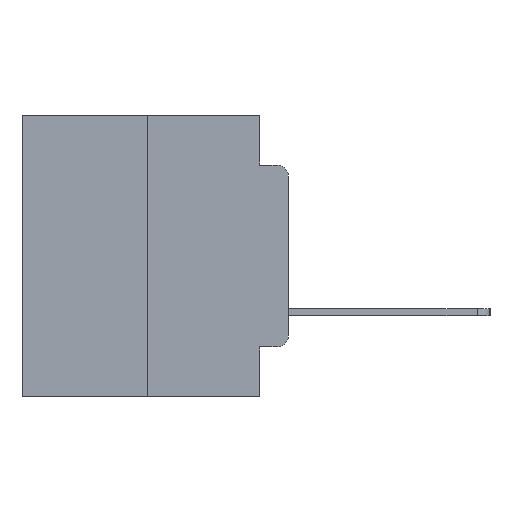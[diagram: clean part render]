
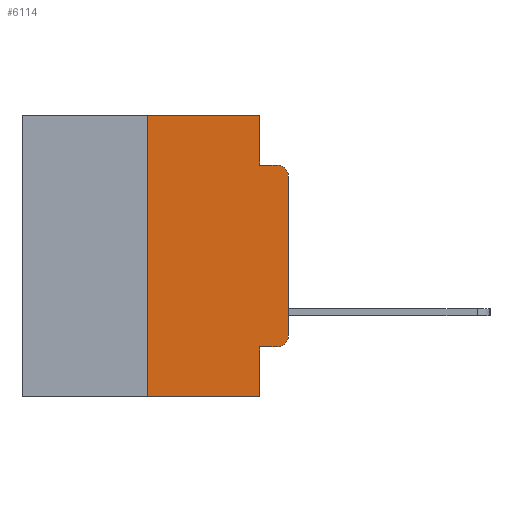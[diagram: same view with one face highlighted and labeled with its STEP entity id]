
A CAD part, left-side view. The second image highlights one B-rep face of the part: STEP entity #6114.
In plain terms, the highlighted planar face has unit normal (-1, 0, 0).
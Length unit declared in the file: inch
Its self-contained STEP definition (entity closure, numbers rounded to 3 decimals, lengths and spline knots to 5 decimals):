
#108 = EDGE_CURVE ( 'NONE', #25019, #1817, #20438, .T. ) ;
#271 = DIRECTION ( 'NONE',  ( 0., 0., -1. ) ) ;
#303 = EDGE_CURVE ( 'NONE', #8162, #9143, #384, .T. ) ;
#384 = LINE ( 'NONE', #11027, #25979 ) ;
#649 = ORIENTED_EDGE ( 'NONE', *, *, #5889, .T. ) ;
#1085 = DIRECTION ( 'NONE',  ( 0., 0., 1. ) ) ;
#1100 = LINE ( 'NONE', #4695, #11315 ) ;
#1717 = AXIS2_PLACEMENT_3D ( 'NONE', #7925, #21063, #8904 ) ;
#1817 = VERTEX_POINT ( 'NONE', #20837 ) ;
#2419 = CARTESIAN_POINT ( 'NONE',  ( 0., 0.051, -0.0885 ) ) ;
#2533 = CARTESIAN_POINT ( 'NONE',  ( 0., 0.02, -0.4115 ) ) ;
#2582 = DIRECTION ( 'NONE',  ( 0., 0., -1. ) ) ;
#3474 = ORIENTED_EDGE ( 'NONE', *, *, #12451, .T. ) ;
#3893 = FACE_OUTER_BOUND ( 'NONE', #7052, .T. ) ;
#4527 = DIRECTION ( 'NONE',  ( 0., 0., 1. ) ) ;
#4695 = CARTESIAN_POINT ( 'NONE',  ( 0., 0.25, 0. ) ) ;
#5539 = EDGE_CURVE ( 'NONE', #24397, #8162, #1100, .T. ) ;
#5654 = CARTESIAN_POINT ( 'NONE',  ( 0., 0.051, -0.0885 ) ) ;
#5889 = EDGE_CURVE ( 'NONE', #24397, #1817, #14487, .T. ) ;
#6114 = ADVANCED_FACE ( 'NONE', ( #3893 ), #6850, .F. ) ;
#6402 = LINE ( 'NONE', #13315, #17265 ) ;
#6686 = ORIENTED_EDGE ( 'NONE', *, *, #25020, .T. ) ;
#6850 = PLANE ( 'NONE',  #1717 ) ;
#6939 = EDGE_CURVE ( 'NONE', #9143, #11750, #24148, .T. ) ;
#7052 = EDGE_LOOP ( 'NONE', ( #13752, #3474, #8924, #24999, #9563, #10868, #649, #16897, #6686, #12801 ) ) ;
#7925 = CARTESIAN_POINT ( 'NONE',  ( 0., 0.473, 0. ) ) ;
#8162 = VERTEX_POINT ( 'NONE', #16811 ) ;
#8309 = EDGE_CURVE ( 'NONE', #11750, #14091, #13427, .T. ) ;
#8399 = VECTOR ( 'NONE', #19553, 39.37008 ) ;
#8798 = CARTESIAN_POINT ( 'NONE',  ( 0., 0.02, -0.1085 ) ) ;
#8904 = DIRECTION ( 'NONE',  ( 0., 0., -1. ) ) ;
#8924 = ORIENTED_EDGE ( 'NONE', *, *, #8309, .F. ) ;
#9143 = VERTEX_POINT ( 'NONE', #15451 ) ;
#9563 = ORIENTED_EDGE ( 'NONE', *, *, #303, .F. ) ;
#9962 = CARTESIAN_POINT ( 'NONE',  ( 0., 0.051, 0. ) ) ;
#10275 = DIRECTION ( 'NONE',  ( 0., -1., 0. ) ) ;
#10308 = DIRECTION ( 'NONE',  ( -1., 0., 0. ) ) ;
#10868 = ORIENTED_EDGE ( 'NONE', *, *, #5539, .F. ) ;
#10874 = DIRECTION ( 'NONE',  ( 0., 0., -1. ) ) ;
#11027 = CARTESIAN_POINT ( 'NONE',  ( 0., 0.473, 0. ) ) ;
#11315 = VECTOR ( 'NONE', #4527, 39.37008 ) ;
#11750 = VERTEX_POINT ( 'NONE', #2419 ) ;
#12445 = CARTESIAN_POINT ( 'NONE',  ( 0., 0.25, -0.5 ) ) ;
#12451 = EDGE_CURVE ( 'NONE', #17675, #14091, #14494, .T. ) ;
#12801 = ORIENTED_EDGE ( 'NONE', *, *, #23715, .T. ) ;
#12847 = VECTOR ( 'NONE', #271, 39.37008 ) ;
#13315 = CARTESIAN_POINT ( 'NONE',  ( 0., 0., 0. ) ) ;
#13427 = LINE ( 'NONE', #5654, #16878 ) ;
#13752 = ORIENTED_EDGE ( 'NONE', *, *, #13814, .T. ) ;
#13814 = EDGE_CURVE ( 'NONE', #15387, #17675, #6402, .T. ) ;
#14091 = VERTEX_POINT ( 'NONE', #20159 ) ;
#14487 = LINE ( 'NONE', #17534, #8399 ) ;
#14494 = CIRCLE ( 'NONE', #19164, 0.02 ) ;
#14534 = CARTESIAN_POINT ( 'NONE',  ( 0., 0.051, -0.4115 ) ) ;
#15273 = CARTESIAN_POINT ( 'NONE',  ( 0., 0., -0.3915 ) ) ;
#15387 = VERTEX_POINT ( 'NONE', #15273 ) ;
#15451 = CARTESIAN_POINT ( 'NONE',  ( 0., 0.051, 0. ) ) ;
#15792 = CIRCLE ( 'NONE', #22878, 0.02 ) ;
#16811 = CARTESIAN_POINT ( 'NONE',  ( 0., 0.25, 0. ) ) ;
#16878 = VECTOR ( 'NONE', #24488, 39.37008 ) ;
#16897 = ORIENTED_EDGE ( 'NONE', *, *, #108, .F. ) ;
#17265 = VECTOR ( 'NONE', #1085, 39.37008 ) ;
#17534 = CARTESIAN_POINT ( 'NONE',  ( 0., 0.473, -0.5 ) ) ;
#17675 = VERTEX_POINT ( 'NONE', #24525 ) ;
#18581 = CARTESIAN_POINT ( 'NONE',  ( 0., 0.051, -0.4115 ) ) ;
#18992 = VERTEX_POINT ( 'NONE', #2533 ) ;
#19164 = AXIS2_PLACEMENT_3D ( 'NONE', #8798, #22955, #10874 ) ;
#19490 = VECTOR ( 'NONE', #22606, 39.37008 ) ;
#19553 = DIRECTION ( 'NONE',  ( 0., -1., 0. ) ) ;
#20159 = CARTESIAN_POINT ( 'NONE',  ( 0., 0.02, -0.0885 ) ) ;
#20438 = LINE ( 'NONE', #20490, #25076 ) ;
#20490 = CARTESIAN_POINT ( 'NONE',  ( 0., 0.051, 0. ) ) ;
#20837 = CARTESIAN_POINT ( 'NONE',  ( 0., 0.051, -0.5 ) ) ;
#21063 = DIRECTION ( 'NONE',  ( 1., 0., 0. ) ) ;
#22417 = CARTESIAN_POINT ( 'NONE',  ( 0., 0.02, -0.3915 ) ) ;
#22606 = DIRECTION ( 'NONE',  ( 0., -1., 0. ) ) ;
#22878 = AXIS2_PLACEMENT_3D ( 'NONE', #22417, #10308, #24390 ) ;
#22955 = DIRECTION ( 'NONE',  ( -1., 0., 0. ) ) ;
#23715 = EDGE_CURVE ( 'NONE', #18992, #15387, #15792, .T. ) ;
#24148 = LINE ( 'NONE', #9962, #12847 ) ;
#24390 = DIRECTION ( 'NONE',  ( 0., 0., -1. ) ) ;
#24397 = VERTEX_POINT ( 'NONE', #12445 ) ;
#24488 = DIRECTION ( 'NONE',  ( 0., -1., 0. ) ) ;
#24525 = CARTESIAN_POINT ( 'NONE',  ( 0., 0., -0.1085 ) ) ;
#24769 = LINE ( 'NONE', #14534, #19490 ) ;
#24999 = ORIENTED_EDGE ( 'NONE', *, *, #6939, .F. ) ;
#25019 = VERTEX_POINT ( 'NONE', #18581 ) ;
#25020 = EDGE_CURVE ( 'NONE', #25019, #18992, #24769, .T. ) ;
#25076 = VECTOR ( 'NONE', #2582, 39.37008 ) ;
#25979 = VECTOR ( 'NONE', #10275, 39.37008 ) ;
